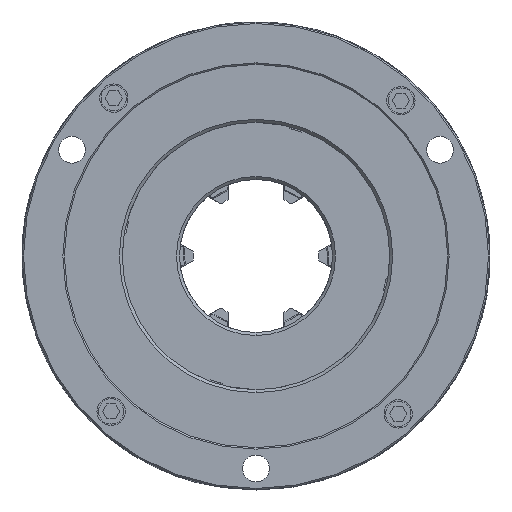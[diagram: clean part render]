
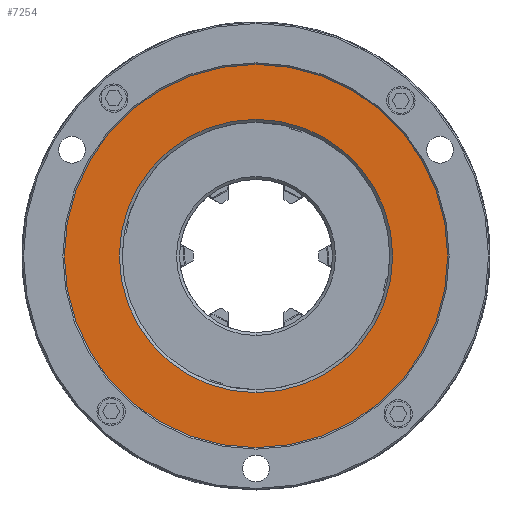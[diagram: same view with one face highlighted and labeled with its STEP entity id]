
A CAD part, front view. The second image highlights one B-rep face of the part: STEP entity #7254.
In plain terms, the highlighted planar face has unit normal (0, -1, 0).
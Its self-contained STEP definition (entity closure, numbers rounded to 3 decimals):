
#82 = ORIENTED_EDGE ( 'NONE', *, *, #7223, .T. ) ;
#484 = DIRECTION ( 'NONE',  ( 0., 1., 0. ) ) ;
#645 = DIRECTION ( 'NONE',  ( 0., 0., -1. ) ) ;
#2506 = DIRECTION ( 'NONE',  ( 0., -1., 0. ) ) ;
#2758 = DIRECTION ( 'NONE',  ( 0., 1., 0. ) ) ;
#2973 = VERTEX_POINT ( 'NONE', #7889 ) ;
#3764 = AXIS2_PLACEMENT_3D ( 'NONE', #19696, #2758, #10317 ) ;
#4155 = AXIS2_PLACEMENT_3D ( 'NONE', #23168, #9427, #18917 ) ;
#4285 = CARTESIAN_POINT ( 'NONE',  ( -18.388, 2.037, 315. ) ) ;
#4468 = FACE_BOUND ( 'NONE', #23130, .T. ) ;
#4711 = EDGE_CURVE ( 'NONE', #2973, #20166, #21185, .T. ) ;
#4835 = VERTEX_POINT ( 'NONE', #23896 ) ;
#5199 = VERTEX_POINT ( 'NONE', #12484 ) ;
#5493 = EDGE_LOOP ( 'NONE', ( #82, #20816 ) ) ;
#6432 = CARTESIAN_POINT ( 'NONE',  ( -18.388, 2.037, 315. ) ) ;
#7223 = EDGE_CURVE ( 'NONE', #5199, #4835, #19685, .T. ) ;
#7254 = ADVANCED_FACE ( 'NONE', ( #4468, #21700 ), #12058, .F. ) ;
#7549 = CIRCLE ( 'NONE', #22305, 129. ) ;
#7889 = CARTESIAN_POINT ( 'NONE',  ( -18.388, 2.037, 223. ) ) ;
#8469 = EDGE_CURVE ( 'NONE', #20166, #2973, #14875, .T. ) ;
#9427 = DIRECTION ( 'NONE',  ( 0., 1., 0. ) ) ;
#9988 = DIRECTION ( 'NONE',  ( 0., 0., -1. ) ) ;
#10317 = DIRECTION ( 'NONE',  ( 0., 0., 1. ) ) ;
#10402 = EDGE_CURVE ( 'NONE', #4835, #5199, #7549, .T. ) ;
#12058 = PLANE ( 'NONE',  #3764 ) ;
#12484 = CARTESIAN_POINT ( 'NONE',  ( -18.388, 2.037, 186. ) ) ;
#14063 = CARTESIAN_POINT ( 'NONE',  ( -18.388, 2.037, 315. ) ) ;
#14875 = CIRCLE ( 'NONE', #4155, 92. ) ;
#18917 = DIRECTION ( 'NONE',  ( 0., 0., 1. ) ) ;
#19685 = CIRCLE ( 'NONE', #24468, 129. ) ;
#19696 = CARTESIAN_POINT ( 'NONE',  ( -147.388, 2.037, 315. ) ) ;
#19830 = ORIENTED_EDGE ( 'NONE', *, *, #8469, .T. ) ;
#20166 = VERTEX_POINT ( 'NONE', #22227 ) ;
#20816 = ORIENTED_EDGE ( 'NONE', *, *, #10402, .T. ) ;
#21185 = CIRCLE ( 'NONE', #22379, 92. ) ;
#21248 = DIRECTION ( 'NONE',  ( 0., -1., 0. ) ) ;
#21543 = DIRECTION ( 'NONE',  ( 0., 0., 1. ) ) ;
#21700 = FACE_OUTER_BOUND ( 'NONE', #5493, .T. ) ;
#22227 = CARTESIAN_POINT ( 'NONE',  ( -18.388, 2.037, 407. ) ) ;
#22305 = AXIS2_PLACEMENT_3D ( 'NONE', #4285, #21248, #9988 ) ;
#22379 = AXIS2_PLACEMENT_3D ( 'NONE', #6432, #484, #21543 ) ;
#22821 = ORIENTED_EDGE ( 'NONE', *, *, #4711, .T. ) ;
#23130 = EDGE_LOOP ( 'NONE', ( #22821, #19830 ) ) ;
#23168 = CARTESIAN_POINT ( 'NONE',  ( -18.388, 2.037, 315. ) ) ;
#23896 = CARTESIAN_POINT ( 'NONE',  ( -18.388, 2.037, 444. ) ) ;
#24468 = AXIS2_PLACEMENT_3D ( 'NONE', #14063, #2506, #645 ) ;
